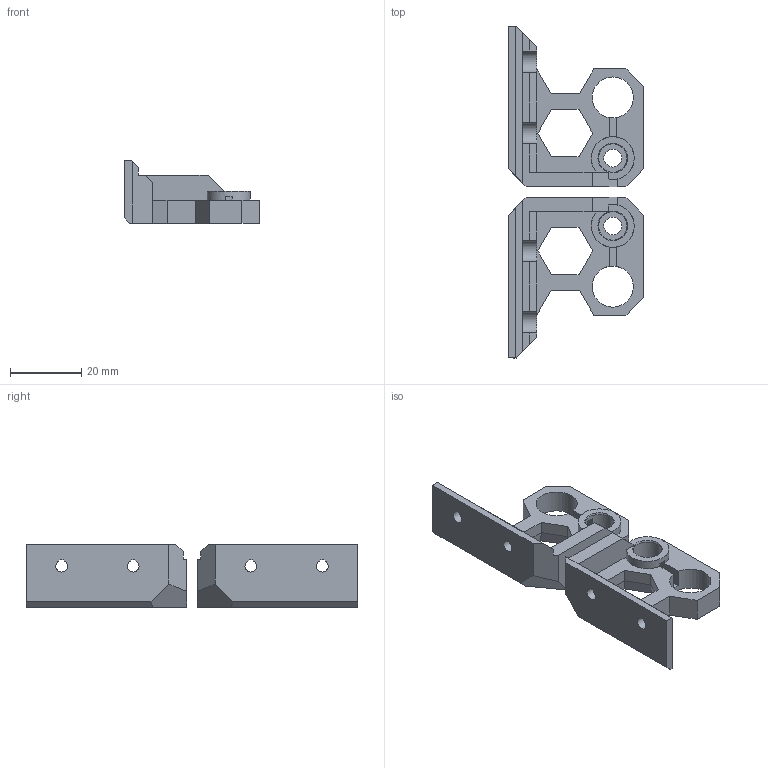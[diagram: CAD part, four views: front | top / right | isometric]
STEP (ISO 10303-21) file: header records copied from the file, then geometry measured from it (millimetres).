
FILE_DESCRIPTION(/* description */ (''),/* implementation_level */ '2;1');
FILE_NAME(/* name */ 'z_top_fix_v2.0.step',/* time_stamp */ '2018-01-31T09:58:32+01:00',/* author */ ('gregsaun'),/* organization */ (''),/* preprocessor_version */ 'ST-DEVELOPER v16.13',/* originating_system */ 'Autodesk Translation Framework v6.5.0.72',/* authorisation */ '');
FILE_SCHEMA (('AUTOMOTIVE_DESIGN { 1 0 10303 214 3 1 1 }'));
Length unit declared in the file: millimetre
Products named in the file (1): z_top_fix
Bounding box: 38 x 93 x 17.5 mm (x, y, z)
Volume: 17854.5 mm3; surface area: 10878 mm2
Topology: 2 solids, 8 shells, 164 faces, 436 edges, 284 vertices
Faces by surface type: plane 146, cylinder 16, cone 2
Full cylindrical faces by diameter (mm): 5 x2, 8 x2, 11.5 x2
Entity records: 5085 total; most frequent: CARTESIAN_POINT 885, ORIENTED_EDGE 872, DIRECTION 816, EDGE_CURVE 436, LINE 386, VECTOR 386, VERTEX_POINT 284, AXIS2_PLACEMENT_3D 215
